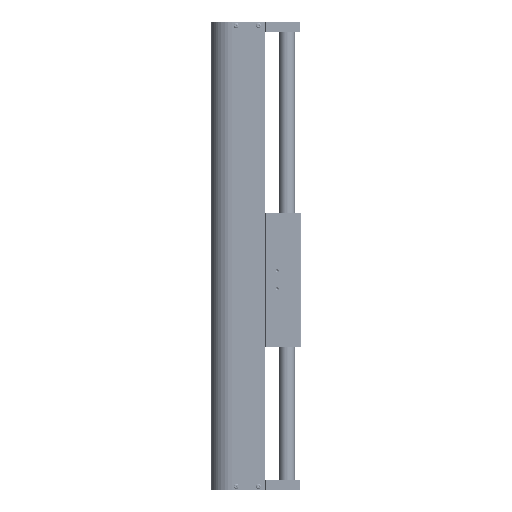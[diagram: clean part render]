
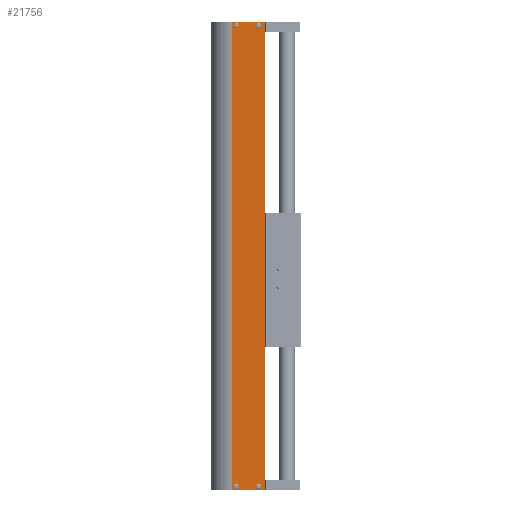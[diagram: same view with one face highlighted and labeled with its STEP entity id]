
A CAD part, left-side view. The second image highlights one B-rep face of the part: STEP entity #21756.
In plain terms, the highlighted face is planar.
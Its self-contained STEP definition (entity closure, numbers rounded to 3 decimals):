
#4327 = DIRECTION ( 'NONE',  ( 0., 1., 0. ) ) ;
#5375 = CARTESIAN_POINT ( 'NONE',  ( 32., 0., 0. ) ) ;
#9368 = VERTEX_POINT ( 'NONE', #125826 ) ;
#11318 = VERTEX_POINT ( 'NONE', #55639 ) ;
#12308 = CARTESIAN_POINT ( 'NONE',  ( 32., -7., 722. ) ) ;
#12605 = CIRCLE ( 'NONE', #77582, 2.4 ) ;
#13140 = CARTESIAN_POINT ( 'NONE',  ( 32., -51.5, 727. ) ) ;
#13697 = DIRECTION ( 'NONE',  ( 1., 0., 0. ) ) ;
#15259 = CARTESIAN_POINT ( 'NONE',  ( 32., 0., 727. ) ) ;
#18395 = ORIENTED_EDGE ( 'NONE', *, *, #107257, .F. ) ;
#18493 = FACE_OUTER_BOUND ( 'NONE', #80058, .T. ) ;
#21743 = AXIS2_PLACEMENT_3D ( 'NONE', #12308, #56602, #23150 ) ;
#21756 = ADVANCED_FACE ( 'NONE', ( #94173, #39566, #83881, #18493, #106465 ), #73055, .F. ) ;
#23150 = DIRECTION ( 'NONE',  ( 0., 0., -1. ) ) ;
#24666 = CARTESIAN_POINT ( 'NONE',  ( 32., -52., 727. ) ) ;
#26256 = CARTESIAN_POINT ( 'NONE',  ( 32., -7., 719.6 ) ) ;
#26850 = DIRECTION ( 'NONE',  ( 0., 0., -1. ) ) ;
#28543 = CIRCLE ( 'NONE', #70436, 2.4 ) ;
#32508 = CARTESIAN_POINT ( 'NONE',  ( 32., -51.5, 0. ) ) ;
#34185 = ORIENTED_EDGE ( 'NONE', *, *, #120920, .T. ) ;
#38822 = CARTESIAN_POINT ( 'NONE',  ( 32., -51.5, 727. ) ) ;
#38864 = DIRECTION ( 'NONE',  ( 0., -1., 0. ) ) ;
#39566 = FACE_BOUND ( 'NONE', #88067, .T. ) ;
#39961 = EDGE_LOOP ( 'NONE', ( #98148 ) ) ;
#41487 = VERTEX_POINT ( 'NONE', #13140 ) ;
#41737 = EDGE_CURVE ( 'NONE', #11318, #11318, #130183, .T. ) ;
#50045 = VECTOR ( 'NONE', #112927, 1000. ) ;
#50141 = CARTESIAN_POINT ( 'NONE',  ( 32., -52., 0. ) ) ;
#54813 = EDGE_LOOP ( 'NONE', ( #125532 ) ) ;
#55639 = CARTESIAN_POINT ( 'NONE',  ( 32., -42., 2.6 ) ) ;
#56602 = DIRECTION ( 'NONE',  ( 1., 0., 0. ) ) ;
#58887 = DIRECTION ( 'NONE',  ( 1., 0., 0. ) ) ;
#59896 = LINE ( 'NONE', #38822, #108488 ) ;
#61110 = EDGE_CURVE ( 'NONE', #120600, #120600, #28543, .T. ) ;
#62549 = VERTEX_POINT ( 'NONE', #26256 ) ;
#65291 = CARTESIAN_POINT ( 'NONE',  ( 32., -7., 2.6 ) ) ;
#68358 = DIRECTION ( 'NONE',  ( 0., 0., -1. ) ) ;
#68674 = EDGE_CURVE ( 'NONE', #127495, #127495, #12605, .T. ) ;
#68919 = CARTESIAN_POINT ( 'NONE',  ( 32., -42., 5. ) ) ;
#70436 = AXIS2_PLACEMENT_3D ( 'NONE', #80678, #58887, #26850 ) ;
#71632 = DIRECTION ( 'NONE',  ( -1., 0., 0. ) ) ;
#73055 = PLANE ( 'NONE',  #135417 ) ;
#74451 = AXIS2_PLACEMENT_3D ( 'NONE', #68919, #13697, #137248 ) ;
#77582 = AXIS2_PLACEMENT_3D ( 'NONE', #98662, #119745, #107357 ) ;
#80058 = EDGE_LOOP ( 'NONE', ( #18395, #80198, #34185, #119559 ) ) ;
#80198 = ORIENTED_EDGE ( 'NONE', *, *, #132283, .T. ) ;
#80554 = EDGE_CURVE ( 'NONE', #9368, #92547, #114846, .T. ) ;
#80678 = CARTESIAN_POINT ( 'NONE',  ( 32., -7., 5. ) ) ;
#82374 = VERTEX_POINT ( 'NONE', #32508 ) ;
#83881 = FACE_BOUND ( 'NONE', #54813, .T. ) ;
#88067 = EDGE_LOOP ( 'NONE', ( #107268 ) ) ;
#92547 = VERTEX_POINT ( 'NONE', #5375 ) ;
#93790 = CIRCLE ( 'NONE', #21743, 2.4 ) ;
#94173 = FACE_BOUND ( 'NONE', #125476, .T. ) ;
#98148 = ORIENTED_EDGE ( 'NONE', *, *, #130123, .F. ) ;
#98662 = CARTESIAN_POINT ( 'NONE',  ( 32., -42., 722. ) ) ;
#106465 = FACE_BOUND ( 'NONE', #39961, .T. ) ;
#107257 = EDGE_CURVE ( 'NONE', #41487, #9368, #124314, .T. ) ;
#107268 = ORIENTED_EDGE ( 'NONE', *, *, #41737, .F. ) ;
#107357 = DIRECTION ( 'NONE',  ( 0., 0., -1. ) ) ;
#108488 = VECTOR ( 'NONE', #113755, 1000. ) ;
#112927 = DIRECTION ( 'NONE',  ( 0., 1., 0. ) ) ;
#113303 = ORIENTED_EDGE ( 'NONE', *, *, #61110, .F. ) ;
#113650 = LINE ( 'NONE', #50141, #50045 ) ;
#113755 = DIRECTION ( 'NONE',  ( 0., 0., -1. ) ) ;
#114846 = LINE ( 'NONE', #15259, #132359 ) ;
#117301 = CARTESIAN_POINT ( 'NONE',  ( 32., -42., 719.6 ) ) ;
#119559 = ORIENTED_EDGE ( 'NONE', *, *, #80554, .F. ) ;
#119745 = DIRECTION ( 'NONE',  ( 1., 0., 0. ) ) ;
#120600 = VERTEX_POINT ( 'NONE', #65291 ) ;
#120920 = EDGE_CURVE ( 'NONE', #82374, #92547, #113650, .T. ) ;
#124314 = LINE ( 'NONE', #24666, #126845 ) ;
#125476 = EDGE_LOOP ( 'NONE', ( #113303 ) ) ;
#125532 = ORIENTED_EDGE ( 'NONE', *, *, #68674, .F. ) ;
#125826 = CARTESIAN_POINT ( 'NONE',  ( 32., 0., 727. ) ) ;
#126845 = VECTOR ( 'NONE', #4327, 1000. ) ;
#127495 = VERTEX_POINT ( 'NONE', #117301 ) ;
#130123 = EDGE_CURVE ( 'NONE', #62549, #62549, #93790, .T. ) ;
#130183 = CIRCLE ( 'NONE', #74451, 2.4 ) ;
#132283 = EDGE_CURVE ( 'NONE', #41487, #82374, #59896, .T. ) ;
#132359 = VECTOR ( 'NONE', #68358, 1000. ) ;
#135417 = AXIS2_PLACEMENT_3D ( 'NONE', #138546, #71632, #38864 ) ;
#137248 = DIRECTION ( 'NONE',  ( 0., 0., -1. ) ) ;
#138546 = CARTESIAN_POINT ( 'NONE',  ( 32., -52., 727. ) ) ;
